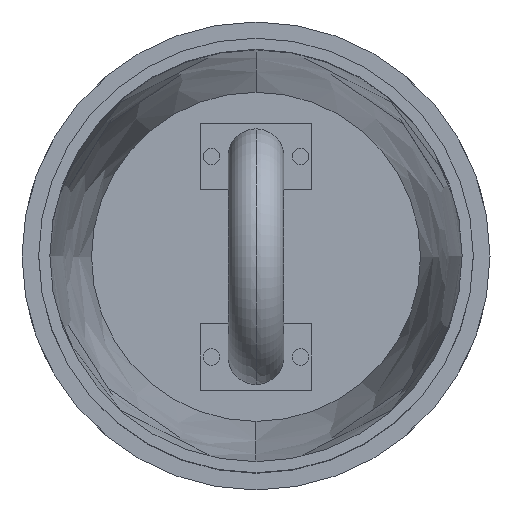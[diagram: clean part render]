
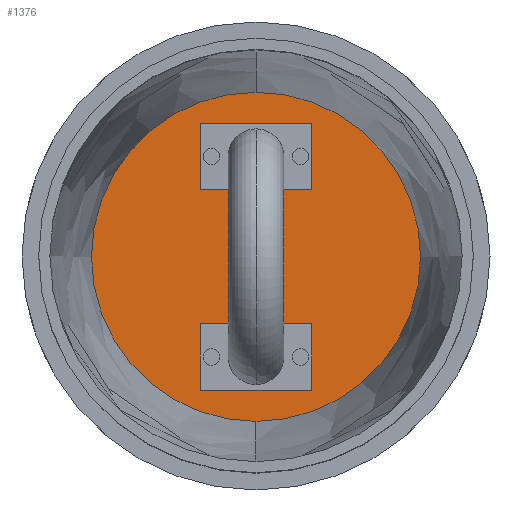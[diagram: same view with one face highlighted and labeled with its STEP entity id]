
A CAD part, top view. The second image highlights one B-rep face of the part: STEP entity #1376.
In plain terms, the highlighted planar face has unit normal (0, 0, 1).
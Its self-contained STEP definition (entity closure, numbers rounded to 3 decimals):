
#27 = VECTOR ( 'NONE', #1182, 1000. ) ;
#34 = DIRECTION ( 'NONE',  ( -1., 0., 0. ) ) ;
#83 = DIRECTION ( 'NONE',  ( 0., 1., 0. ) ) ;
#85 = DIRECTION ( 'NONE',  ( 0., 0., 1. ) ) ;
#86 = CARTESIAN_POINT ( 'NONE',  ( 0., 0., -85. ) ) ;
#95 = ORIENTED_EDGE ( 'NONE', *, *, #836, .F. ) ;
#97 = VERTEX_POINT ( 'NONE', #896 ) ;
#101 = EDGE_LOOP ( 'NONE', ( #862, #1075 ) ) ;
#130 = VERTEX_POINT ( 'NONE', #1126 ) ;
#131 = VECTOR ( 'NONE', #517, 1000. ) ;
#164 = LINE ( 'NONE', #998, #847 ) ;
#174 = FACE_BOUND ( 'NONE', #1205, .T. ) ;
#180 = ORIENTED_EDGE ( 'NONE', *, *, #1154, .F. ) ;
#201 = FACE_BOUND ( 'NONE', #758, .T. ) ;
#229 = DIRECTION ( 'NONE',  ( 0., 1., 0. ) ) ;
#284 = CARTESIAN_POINT ( 'NONE',  ( 0., 0., -85. ) ) ;
#339 = CARTESIAN_POINT ( 'NONE',  ( -10., -12., -85. ) ) ;
#387 = CARTESIAN_POINT ( 'NONE',  ( 10., -24., -85. ) ) ;
#399 = EDGE_CURVE ( 'NONE', #97, #467, #1068, .T. ) ;
#440 = CIRCLE ( 'NONE', #1108, 29.532 ) ;
#461 = AXIS2_PLACEMENT_3D ( 'NONE', #86, #1373, #83 ) ;
#467 = VERTEX_POINT ( 'NONE', #534 ) ;
#499 = ORIENTED_EDGE ( 'NONE', *, *, #1364, .F. ) ;
#501 = AXIS2_PLACEMENT_3D ( 'NONE', #613, #85, #1031 ) ;
#517 = DIRECTION ( 'NONE',  ( 0., 1., 0. ) ) ;
#534 = CARTESIAN_POINT ( 'NONE',  ( 0., 29.532, -85. ) ) ;
#538 = DIRECTION ( 'NONE',  ( 0., -1., 0. ) ) ;
#547 = DIRECTION ( 'NONE',  ( 0., -1., 0. ) ) ;
#565 = EDGE_CURVE ( 'NONE', #996, #1100, #865, .T. ) ;
#592 = DIRECTION ( 'NONE',  ( 1., 0., 0. ) ) ;
#607 = PLANE ( 'NONE',  #501 ) ;
#613 = CARTESIAN_POINT ( 'NONE',  ( 0., 29.532, -85. ) ) ;
#622 = LINE ( 'NONE', #932, #1267 ) ;
#652 = LINE ( 'NONE', #955, #760 ) ;
#661 = EDGE_CURVE ( 'NONE', #738, #1175, #1027, .T. ) ;
#690 = EDGE_CURVE ( 'NONE', #467, #97, #440, .T. ) ;
#738 = VERTEX_POINT ( 'NONE', #1038 ) ;
#758 = EDGE_LOOP ( 'NONE', ( #835, #900, #95, #499 ) ) ;
#760 = VECTOR ( 'NONE', #538, 1000. ) ;
#787 = CARTESIAN_POINT ( 'NONE',  ( -10., 24., -85. ) ) ;
#820 = DIRECTION ( 'NONE',  ( 0., 1., 0. ) ) ;
#829 = VECTOR ( 'NONE', #547, 1000. ) ;
#832 = CARTESIAN_POINT ( 'NONE',  ( 10., 12., -85. ) ) ;
#835 = ORIENTED_EDGE ( 'NONE', *, *, #661, .F. ) ;
#836 = EDGE_CURVE ( 'NONE', #130, #939, #966, .T. ) ;
#847 = VECTOR ( 'NONE', #34, 1000. ) ;
#851 = EDGE_CURVE ( 'NONE', #1279, #953, #652, .T. ) ;
#862 = ORIENTED_EDGE ( 'NONE', *, *, #690, .F. ) ;
#865 = LINE ( 'NONE', #1303, #1026 ) ;
#871 = DIRECTION ( 'NONE',  ( 1., 0., 0. ) ) ;
#874 = CARTESIAN_POINT ( 'NONE',  ( -10., 12., -85. ) ) ;
#896 = CARTESIAN_POINT ( 'NONE',  ( 0., -29.532, -85. ) ) ;
#900 = ORIENTED_EDGE ( 'NONE', *, *, #1003, .F. ) ;
#932 = CARTESIAN_POINT ( 'NONE',  ( -10., 12., -85. ) ) ;
#939 = VERTEX_POINT ( 'NONE', #339 ) ;
#953 = VERTEX_POINT ( 'NONE', #874 ) ;
#955 = CARTESIAN_POINT ( 'NONE',  ( -10., 24., -85. ) ) ;
#966 = LINE ( 'NONE', #1280, #27 ) ;
#978 = CARTESIAN_POINT ( 'NONE',  ( 10., 24., -85. ) ) ;
#996 = VERTEX_POINT ( 'NONE', #832 ) ;
#998 = CARTESIAN_POINT ( 'NONE',  ( -10., 24., -85. ) ) ;
#1003 = EDGE_CURVE ( 'NONE', #939, #738, #1055, .T. ) ;
#1026 = VECTOR ( 'NONE', #229, 1000. ) ;
#1027 = LINE ( 'NONE', #1115, #1048 ) ;
#1031 = DIRECTION ( 'NONE',  ( 0., -1., 0. ) ) ;
#1038 = CARTESIAN_POINT ( 'NONE',  ( -10., -24., -85. ) ) ;
#1048 = VECTOR ( 'NONE', #871, 1000. ) ;
#1055 = LINE ( 'NONE', #1283, #829 ) ;
#1068 = CIRCLE ( 'NONE', #461, 29.532 ) ;
#1075 = ORIENTED_EDGE ( 'NONE', *, *, #399, .F. ) ;
#1100 = VERTEX_POINT ( 'NONE', #978 ) ;
#1108 = AXIS2_PLACEMENT_3D ( 'NONE', #284, #1385, #820 ) ;
#1115 = CARTESIAN_POINT ( 'NONE',  ( -10., -24., -85. ) ) ;
#1126 = CARTESIAN_POINT ( 'NONE',  ( 10., -12., -85. ) ) ;
#1129 = FACE_OUTER_BOUND ( 'NONE', #101, .T. ) ;
#1144 = CARTESIAN_POINT ( 'NONE',  ( 10., -24., -85. ) ) ;
#1154 = EDGE_CURVE ( 'NONE', #953, #996, #622, .T. ) ;
#1175 = VERTEX_POINT ( 'NONE', #387 ) ;
#1182 = DIRECTION ( 'NONE',  ( -1., 0., 0. ) ) ;
#1205 = EDGE_LOOP ( 'NONE', ( #1306, #1243, #180, #1384 ) ) ;
#1243 = ORIENTED_EDGE ( 'NONE', *, *, #565, .F. ) ;
#1267 = VECTOR ( 'NONE', #592, 1000. ) ;
#1279 = VERTEX_POINT ( 'NONE', #787 ) ;
#1280 = CARTESIAN_POINT ( 'NONE',  ( -10., -12., -85. ) ) ;
#1283 = CARTESIAN_POINT ( 'NONE',  ( -10., -24., -85. ) ) ;
#1303 = CARTESIAN_POINT ( 'NONE',  ( 10., 24., -85. ) ) ;
#1306 = ORIENTED_EDGE ( 'NONE', *, *, #1355, .F. ) ;
#1327 = LINE ( 'NONE', #1144, #131 ) ;
#1355 = EDGE_CURVE ( 'NONE', #1100, #1279, #164, .T. ) ;
#1364 = EDGE_CURVE ( 'NONE', #1175, #130, #1327, .T. ) ;
#1373 = DIRECTION ( 'NONE',  ( 0., 0., -1. ) ) ;
#1376 = ADVANCED_FACE ( 'NONE', ( #1129, #174, #201 ), #607, .T. ) ;
#1384 = ORIENTED_EDGE ( 'NONE', *, *, #851, .F. ) ;
#1385 = DIRECTION ( 'NONE',  ( 0., 0., -1. ) ) ;
